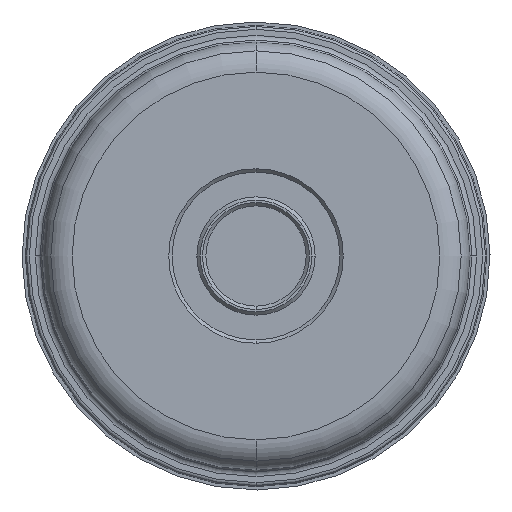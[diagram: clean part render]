
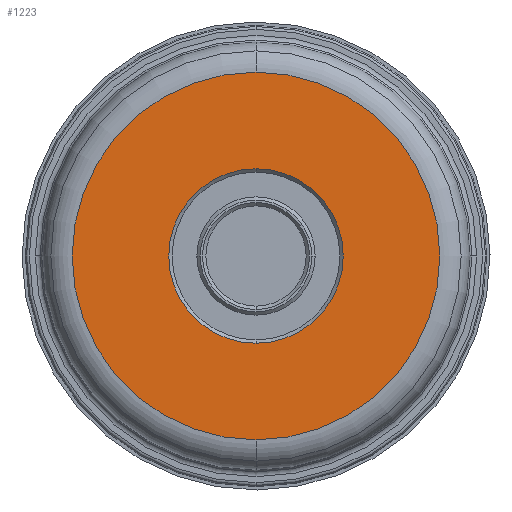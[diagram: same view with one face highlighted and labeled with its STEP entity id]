
A CAD part, left-side view. The second image highlights one B-rep face of the part: STEP entity #1223.
In plain terms, the highlighted planar face has unit normal (-1, 0, 0).
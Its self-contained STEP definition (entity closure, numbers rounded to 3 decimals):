
#362=CARTESIAN_POINT('',(0.,0.,0.));
#363=DIRECTION('',(-1.,0.,0.));
#364=DIRECTION('',(0.,1.,0.));
#365=AXIS2_PLACEMENT_3D('',#362,#363,#364);
#370=CARTESIAN_POINT('',(0.,0.,0.));
#371=DIRECTION('',(-1.,0.,0.));
#372=DIRECTION('',(0.,0.,1.));
#373=AXIS2_PLACEMENT_3D('',#370,#371,#372);
#378=CARTESIAN_POINT('',(0.,0.,0.));
#379=DIRECTION('',(-1.,0.,0.));
#380=DIRECTION('',(0.,0.,-1.));
#381=AXIS2_PLACEMENT_3D('',#378,#379,#380);
#386=CARTESIAN_POINT('',(0.,0.,0.));
#387=DIRECTION('',(1.,0.,0.));
#388=DIRECTION('',(0.,1.,0.));
#389=AXIS2_PLACEMENT_3D('',#386,#387,#388);
#394=CARTESIAN_POINT('',(0.,0.,0.));
#395=DIRECTION('',(1.,0.,0.));
#396=DIRECTION('',(0.,0.,-1.));
#397=AXIS2_PLACEMENT_3D('',#394,#395,#396);
#402=CARTESIAN_POINT('',(0.,0.,0.));
#403=DIRECTION('',(1.,0.,0.));
#404=DIRECTION('',(0.,0.,1.));
#405=AXIS2_PLACEMENT_3D('',#402,#403,#404);
#840=CARTESIAN_POINT('',(0.,0.,-27.5));
#842=VERTEX_POINT('',#840);
#846=CARTESIAN_POINT('',(0.,0.,27.5));
#847=VERTEX_POINT('',#846);
#852=CARTESIAN_POINT('',(0.,27.5,0.));
#853=VERTEX_POINT('',#852);
#864=CARTESIAN_POINT('',(0.,0.,13.05));
#865=VERTEX_POINT('',#864);
#866=CARTESIAN_POINT('',(0.,0.,-13.05));
#867=VERTEX_POINT('',#866);
#870=CARTESIAN_POINT('',(0.,13.05,0.));
#871=VERTEX_POINT('',#870);
#1205=CARTESIAN_POINT('',(0.,20.025,0.));
#1206=DIRECTION('',(-1.,0.,0.));
#1207=DIRECTION('',(0.,0.,1.));
#1208=AXIS2_PLACEMENT_3D('',#1205,#1206,#1207);
#1209=PLANE('',#1208);
#1211=ORIENTED_EDGE('',*,*,#1210,.F.);
#1213=ORIENTED_EDGE('',*,*,#1212,.F.);
#1215=ORIENTED_EDGE('',*,*,#1214,.F.);
#1216=EDGE_LOOP('',(#1211,#1213,#1215));
#1217=FACE_OUTER_BOUND('',#1216,.F.);
#1218=ORIENTED_EDGE('',*,*,#1187,.F.);
#1219=ORIENTED_EDGE('',*,*,#1185,.F.);
#1220=ORIENTED_EDGE('',*,*,#1170,.F.);
#1221=EDGE_LOOP('',(#1218,#1219,#1220));
#1222=FACE_BOUND('',#1221,.F.);
#1223=ADVANCED_FACE('',(#1217,#1222),#1209,.T.);
#366=CIRCLE('',#365,27.5);
#374=CIRCLE('',#373,27.5);
#382=CIRCLE('',#381,27.5);
#390=CIRCLE('',#389,13.05);
#398=CIRCLE('',#397,13.05);
#406=CIRCLE('',#405,13.05);
#1170=EDGE_CURVE('',#865,#867,#406,.T.);
#1185=EDGE_CURVE('',#867,#871,#398,.T.);
#1187=EDGE_CURVE('',#871,#865,#390,.T.);
#1210=EDGE_CURVE('',#853,#842,#366,.T.);
#1212=EDGE_CURVE('',#847,#853,#374,.T.);
#1214=EDGE_CURVE('',#842,#847,#382,.T.);
